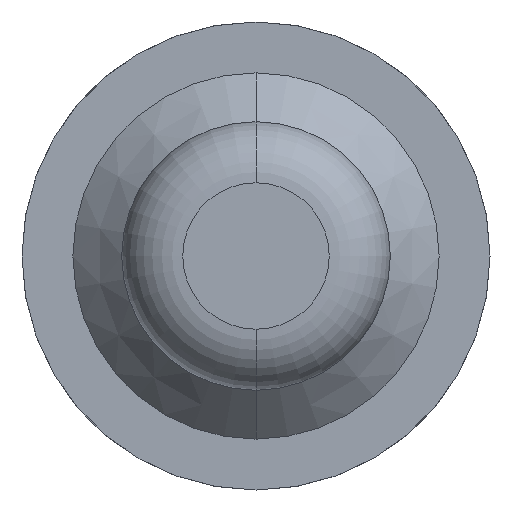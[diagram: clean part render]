
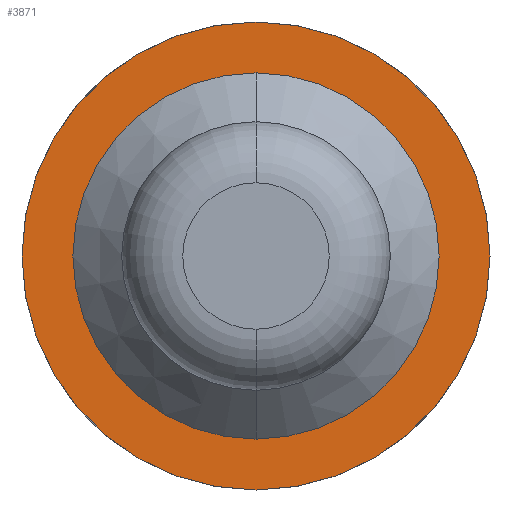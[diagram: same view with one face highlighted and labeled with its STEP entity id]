
A CAD part, front view. The second image highlights one B-rep face of the part: STEP entity #3871.
In plain terms, the highlighted planar face has unit normal (0, -1, 0).
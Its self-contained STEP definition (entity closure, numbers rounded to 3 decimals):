
#42 = CARTESIAN_POINT ( 'NONE',  ( 0., -1.7, 0.35 ) ) ;
#188 = EDGE_CURVE ( 'Defeature ausgef�hrt2_6+Defeature ausgef�hrt2_7+Defeature ausgef�hrt2_7+Defeature ausgef�hrt2_7', #2013, #269, #1342, .T. ) ;
#189 = CARTESIAN_POINT ( 'NONE',  ( 0.35, -1.7, 0. ) ) ;
#244 = DIRECTION ( 'NONE',  ( 0., 0., -1. ) ) ;
#269 = VERTEX_POINT ( 'NONE', #3371 ) ;
#587 = EDGE_LOOP ( 'NONE', ( #3164, #1870 ) ) ;
#831 = DIRECTION ( 'NONE',  ( 0., -1., 0. ) ) ;
#893 = DIRECTION ( 'NONE',  ( 0., -1., 0. ) ) ;
#935 = CIRCLE ( 'NONE', #3155, 0.35 ) ;
#1101 = PLANE ( 'NONE',  #1146 ) ;
#1127 = DIRECTION ( 'NONE',  ( 0., 0., -1. ) ) ;
#1146 = AXIS2_PLACEMENT_3D ( 'NONE', #189, #2353, #1127 ) ;
#1201 = DIRECTION ( 'NONE',  ( 0., 0., -1. ) ) ;
#1216 = CARTESIAN_POINT ( 'NONE',  ( 0., -1.7, 0. ) ) ;
#1342 = CIRCLE ( 'NONE', #3323, 0.575 ) ;
#1439 = VERTEX_POINT ( 'NONE', #42 ) ;
#1445 = CARTESIAN_POINT ( 'NONE',  ( 0., -1.7, 0. ) ) ;
#1464 = FACE_BOUND ( 'NONE', #587, .T. ) ;
#1512 = DIRECTION ( 'NONE',  ( 0., -1., 0. ) ) ;
#1562 = CARTESIAN_POINT ( 'NONE',  ( 0., -1.7, -0.35 ) ) ;
#1870 = ORIENTED_EDGE ( 'NONE', *, *, #2095, .F. ) ;
#2000 = VERTEX_POINT ( 'NONE', #1562 ) ;
#2013 = VERTEX_POINT ( 'NONE', #3751 ) ;
#2068 = DIRECTION ( 'NONE',  ( 0., -1., 0. ) ) ;
#2095 = EDGE_CURVE ( 'Defeature ausgef�hrt2_5+Defeature ausgef�hrt2_6+Defeature ausgef�hrt2_6+Defeature ausgef�hrt2_6', #1439, #2000, #935, .T. ) ;
#2128 = CARTESIAN_POINT ( 'NONE',  ( 0., -1.7, 0. ) ) ;
#2353 = DIRECTION ( 'NONE',  ( 0., -1., 0. ) ) ;
#2375 = CARTESIAN_POINT ( 'NONE',  ( 0., -1.7, 0. ) ) ;
#2425 = CIRCLE ( 'NONE', #3750, 0.575 ) ;
#2796 = ORIENTED_EDGE ( 'NONE', *, *, #3392, .T. ) ;
#2924 = CIRCLE ( 'NONE', #3301, 0.35 ) ;
#2986 = DIRECTION ( 'NONE',  ( 0., 0., -1. ) ) ;
#3006 = DIRECTION ( 'NONE',  ( 0., 0., -1. ) ) ;
#3077 = FACE_OUTER_BOUND ( 'NONE', #3824, .T. ) ;
#3155 = AXIS2_PLACEMENT_3D ( 'NONE', #1216, #893, #1201 ) ;
#3164 = ORIENTED_EDGE ( 'NONE', *, *, #3342, .F. ) ;
#3301 = AXIS2_PLACEMENT_3D ( 'NONE', #1445, #2068, #3006 ) ;
#3323 = AXIS2_PLACEMENT_3D ( 'NONE', #2128, #1512, #244 ) ;
#3342 = EDGE_CURVE ( 'Defeature ausgef�hrt2_5+Defeature ausgef�hrt2_6+Defeature ausgef�hrt2_6+Defeature ausgef�hrt2_6', #2000, #1439, #2924, .T. ) ;
#3371 = CARTESIAN_POINT ( 'NONE',  ( 0., -1.7, -0.575 ) ) ;
#3392 = EDGE_CURVE ( 'Defeature ausgef�hrt2_6+Defeature ausgef�hrt2_7+Defeature ausgef�hrt2_7+Defeature ausgef�hrt2_7', #269, #2013, #2425, .T. ) ;
#3750 = AXIS2_PLACEMENT_3D ( 'NONE', #2375, #831, #2986 ) ;
#3751 = CARTESIAN_POINT ( 'NONE',  ( 0., -1.7, 0.575 ) ) ;
#3824 = EDGE_LOOP ( 'NONE', ( #2796, #3940 ) ) ;
#3871 = ADVANCED_FACE ( 'Defeature ausgef�hrt2_6', ( #3077, #1464 ), #1101, .T. ) ;
#3940 = ORIENTED_EDGE ( 'NONE', *, *, #188, .T. ) ;
